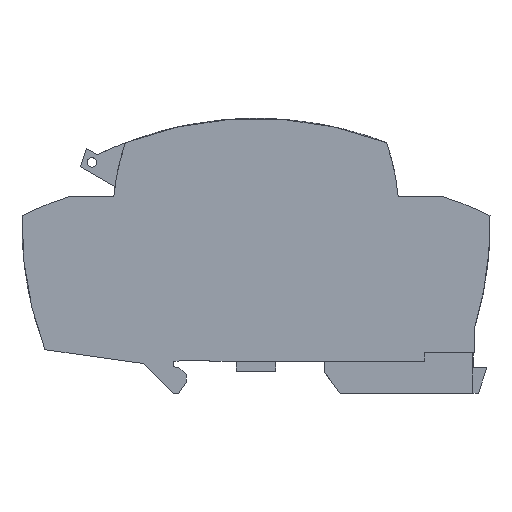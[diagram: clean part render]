
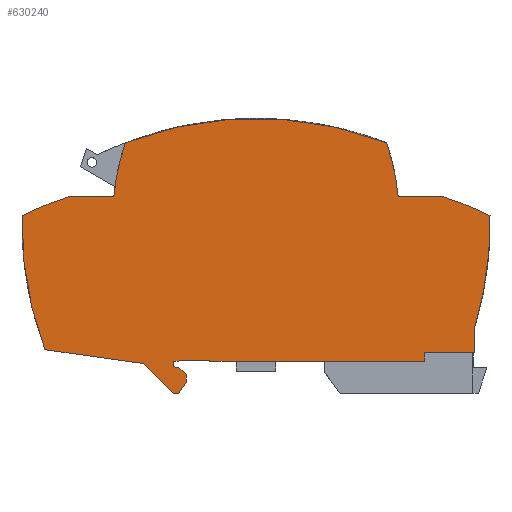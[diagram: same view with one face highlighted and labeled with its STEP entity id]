
A CAD part, left-side view. The second image highlights one B-rep face of the part: STEP entity #630240.
In plain terms, the highlighted planar face has unit normal (-1, 0, 0).
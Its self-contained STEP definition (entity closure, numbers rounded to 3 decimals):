
#132530=CARTESIAN_POINT('',(0.,13.944,
8.75));
#132540=VERTEX_POINT('',#132530);
#132570=CARTESIAN_POINT('',(0.,14.662,
8.75));
#132580=DIRECTION('',(0.,1.,0.));
#132590=VECTOR('',#132580,1.);
#132600=LINE('',#132570,#132590);
#132610=CARTESIAN_POINT('',(0.,3.404,
8.75));
#132620=VERTEX_POINT('',#132610);
#132630=EDGE_CURVE('',#132620,#132540,#132600,.T.);
#146200=CARTESIAN_POINT('',(0.,22.039,
53.415));
#146210=VERTEX_POINT('',#146200);
#146240=CARTESIAN_POINT('',(0.,49.834,
-18.501));
#146250=DIRECTION('',(1.,0.,0.));
#146260=DIRECTION('',(0.,0.,-1.));
#146270=AXIS2_PLACEMENT_3D('',#146240,#146250,#146260);
#146280=CIRCLE('',#146270,77.1);
#146290=CARTESIAN_POINT('',(0.,77.629,
53.415));
#146300=VERTEX_POINT('',#146290);
#146310=EDGE_CURVE('',#146300,#146210,#146280,.T.);
#158350=CARTESIAN_POINT('',(0.,14.662,
41.95));
#158360=DIRECTION('',(0.,-1.,0.));
#158370=VECTOR('',#158360,1.);
#158380=LINE('',#158350,#158370);
#158390=CARTESIAN_POINT('',(0.,19.561,
41.95));
#158400=VERTEX_POINT('',#158390);
#158410=CARTESIAN_POINT('',(0.,10.104,
41.95));
#158420=VERTEX_POINT('',#158410);
#158430=EDGE_CURVE('',#158400,#158420,#158380,.T.);
#162980=CARTESIAN_POINT('',(0.,33.641,
-31.469));
#162990=DIRECTION('',(1.,0.,0.));
#163000=DIRECTION('',(0.,1.,0.));
#163010=AXIS2_PLACEMENT_3D('',#162980,#162990,#163000);
#163020=CIRCLE('',#163010,77.1);
#163030=CARTESIAN_POINT('',(0.,0.019,
37.914));
#163040=VERTEX_POINT('',#163030);
#163050=EDGE_CURVE('',#158420,#163040,#163020,.T.);
#163660=CARTESIAN_POINT('',(0.,76.,
36.2));
#163670=DIRECTION('',(-1.,0.,0.));
#163680=DIRECTION('',(0.,-0.99,
-0.139));
#163690=AXIS2_PLACEMENT_3D('',#163660,#163670,#163680);
#163700=CIRCLE('',#163690,76.);
#163710=CARTESIAN_POINT('',(0.,3.404,
13.709));
#163720=VERTEX_POINT('',#163710);
#163730=EDGE_CURVE('',#163720,#163040,#163700,.T.);
#174120=CARTESIAN_POINT('',(0.,3.404,
21.653));
#174130=DIRECTION('',(0.,0.,1.));
#174140=VECTOR('',#174130,1.);
#174150=LINE('',#174120,#174140);
#174160=EDGE_CURVE('',#132620,#163720,#174150,.T.);
#247590=CARTESIAN_POINT('',(0.,49.999,
6.85));
#247600=DIRECTION('',(0.,1.,0.));
#247610=VECTOR('',#247600,1.);
#247620=LINE('',#247590,#247610);
#247630=CARTESIAN_POINT('',(0.,13.944,
6.85));
#247640=VERTEX_POINT('',#247630);
#247650=CARTESIAN_POINT('',(0.,59.634,
6.85));
#247660=VERTEX_POINT('',#247650);
#247670=EDGE_CURVE('',#247640,#247660,#247620,.T.);
#268460=CARTESIAN_POINT('',(0.,59.634,
7.05));
#268470=VERTEX_POINT('',#268460);
#268500=CARTESIAN_POINT('',(0.,59.634,
57.182));
#268510=DIRECTION('',(0.,0.,1.));
#268520=VECTOR('',#268510,1.);
#268530=LINE('',#268500,#268520);
#268540=EDGE_CURVE('',#247660,#268470,#268530,.T.);
#268720=CARTESIAN_POINT('',(0.,14.662,
7.05));
#268730=DIRECTION('',(0.,-1.,0.));
#268740=VECTOR('',#268730,1.);
#268750=LINE('',#268720,#268740);
#268760=CARTESIAN_POINT('',(0.,65.048,
7.05));
#268770=VERTEX_POINT('',#268760);
#268780=EDGE_CURVE('',#268770,#268470,#268750,.T.);
#269030=CARTESIAN_POINT('',(0.,14.662,
11.459));
#269040=DIRECTION('',(0.,-0.996,
0.087));
#269050=VECTOR('',#269040,1.);
#269060=LINE('',#269030,#269050);
#269070=CARTESIAN_POINT('',(0.,67.334,
6.85));
#269080=VERTEX_POINT('',#269070);
#269090=EDGE_CURVE('',#269080,#268770,#269060,.T.);
#269340=CARTESIAN_POINT('',(0.,67.334,
21.653));
#269350=DIRECTION('',(0.,0.,-1.));
#269360=VECTOR('',#269350,1.);
#269370=LINE('',#269340,#269360);
#269380=CARTESIAN_POINT('',(0.,67.334,
5.75));
#269390=VERTEX_POINT('',#269380);
#269400=EDGE_CURVE('',#269080,#269390,#269370,.T.);
#269650=CARTESIAN_POINT('',(0.,14.662,
-8.363));
#269660=DIRECTION('',(0.,-0.966,
-0.259));
#269670=VECTOR('',#269660,1.);
#269680=LINE('',#269650,#269670);
#269690=CARTESIAN_POINT('',(0.,66.036,
5.403));
#269700=VERTEX_POINT('',#269690);
#269710=EDGE_CURVE('',#269390,#269700,#269680,.T.);
#269960=CARTESIAN_POINT('',(0.,82.286,
21.653));
#269970=DIRECTION('',(0.,-0.707,
-0.707));
#269980=VECTOR('',#269970,1.);
#269990=LINE('',#269960,#269980);
#270000=CARTESIAN_POINT('',(0.,64.684,
4.05));
#270010=VERTEX_POINT('',#270000);
#270020=EDGE_CURVE('',#269700,#270010,#269990,.T.);
#270270=CARTESIAN_POINT('',(0.,64.684,
21.653));
#270280=DIRECTION('',(0.,0.,-1.));
#270290=VECTOR('',#270280,1.);
#270300=LINE('',#270270,#270290);
#270310=CARTESIAN_POINT('',(0.,64.684,
2.4));
#270320=VERTEX_POINT('',#270310);
#270330=EDGE_CURVE('',#270010,#270320,#270300,.T.);
#270580=CARTESIAN_POINT('',(0.,51.203,
21.653));
#270590=DIRECTION('',(0.,0.574,
-0.819));
#270600=VECTOR('',#270590,1.);
#270610=LINE('',#270580,#270600);
#270620=CARTESIAN_POINT('',(0.,66.364,
0.));
#270630=VERTEX_POINT('',#270620);
#270640=EDGE_CURVE('',#270320,#270630,#270610,.T.);
#270890=CARTESIAN_POINT('',(0.,14.662,
0.));
#270900=DIRECTION('',(0.,1.,0.));
#270910=VECTOR('',#270900,1.);
#270920=LINE('',#270890,#270910);
#270930=CARTESIAN_POINT('',(0.,67.434,
0.));
#270940=VERTEX_POINT('',#270930);
#270950=EDGE_CURVE('',#270630,#270940,#270920,.T.);
#271200=CARTESIAN_POINT('',(0.,89.086,
21.653));
#271210=DIRECTION('',(0.,0.707,
0.707));
#271220=VECTOR('',#271210,1.);
#271230=LINE('',#271200,#271220);
#271240=CARTESIAN_POINT('',(0.,73.834,
6.4));
#271250=VERTEX_POINT('',#271240);
#271260=EDGE_CURVE('',#270940,#271250,#271230,.T.);
#271510=CARTESIAN_POINT('',(0.,14.662,
-1.939));
#271520=DIRECTION('',(0.,-0.99,
-0.14));
#271530=VECTOR('',#271520,1.);
#271540=LINE('',#271510,#271530);
#271550=CARTESIAN_POINT('',(0.,94.768,
9.35));
#271560=VERTEX_POINT('',#271550);
#271570=EDGE_CURVE('',#271560,#271250,#271540,.T.);
#272180=CARTESIAN_POINT('',(0.,23.668,
36.2));
#272190=DIRECTION('',(1.,0.,0.));
#272200=DIRECTION('',(0.,0.99,
-0.139));
#272210=AXIS2_PLACEMENT_3D('',#272180,#272190,#272200);
#272220=CIRCLE('',#272210,76.);
#272230=CARTESIAN_POINT('',(0.,99.649,
37.914));
#272240=VERTEX_POINT('',#272230);
#272250=EDGE_CURVE('',#271560,#272240,#272220,.T.);
#282390=CARTESIAN_POINT('',(0.,66.028,
-31.469));
#282400=DIRECTION('',(-1.,0.,0.));
#282410=DIRECTION('',(0.,1.,0.));
#282420=AXIS2_PLACEMENT_3D('',#282390,#282400,#282410);
#282430=CIRCLE('',#282420,77.1);
#282440=CARTESIAN_POINT('',(0.,89.564,
41.95));
#282450=VERTEX_POINT('',#282440);
#282460=EDGE_CURVE('',#282450,#272240,#282430,.T.);
#283000=CARTESIAN_POINT('',(0.,80.107,
41.95));
#283010=VERTEX_POINT('',#283000);
#283040=CARTESIAN_POINT('',(0.,49.999,
41.95));
#283050=DIRECTION('',(0.,-1.,0.));
#283060=VECTOR('',#283050,1.);
#283070=LINE('',#283040,#283060);
#283080=EDGE_CURVE('',#282450,#283010,#283070,.T.);
#629760=CARTESIAN_POINT('',(0.,49.999,
57.182));
#629770=DIRECTION('',(1.,0.,0.));
#629780=DIRECTION('',(0.,1.,0.));
#629790=AXIS2_PLACEMENT_3D('',#629760,#629770,#629780);
#629800=PLANE('',#629790);
#629810=ORIENTED_EDGE('',*,*,#268780,.T.);
#629820=ORIENTED_EDGE('',*,*,#269090,.T.);
#629830=ORIENTED_EDGE('',*,*,#269400,.F.);
#629840=ORIENTED_EDGE('',*,*,#269710,.F.);
#629850=ORIENTED_EDGE('',*,*,#270020,.F.);
#629860=ORIENTED_EDGE('',*,*,#270330,.F.);
#629870=ORIENTED_EDGE('',*,*,#270640,.F.);
#629880=ORIENTED_EDGE('',*,*,#270950,.F.);
#629890=ORIENTED_EDGE('',*,*,#271260,.F.);
#629900=ORIENTED_EDGE('',*,*,#271570,.T.);
#629910=ORIENTED_EDGE('',*,*,#272250,.F.);
#629920=ORIENTED_EDGE('',*,*,#282460,.T.);
#629930=ORIENTED_EDGE('',*,*,#283080,.F.);
#629940=CARTESIAN_POINT('',(0.,30.334,
37.191));
#629950=DIRECTION('',(-1.,0.,0.));
#629960=DIRECTION('',(0.,1.,0.));
#629970=AXIS2_PLACEMENT_3D('',#629940,#629950,#629960);
#629980=CIRCLE('',#629970,50.);
#629990=EDGE_CURVE('',#146300,#283010,#629980,.T.);
#630000=ORIENTED_EDGE('',*,*,#629990,.T.);
#630010=ORIENTED_EDGE('',*,*,#146310,.F.);
#630020=CARTESIAN_POINT('',(0.,69.334,
37.191));
#630030=DIRECTION('',(1.,0.,0.));
#630040=DIRECTION('',(0.,1.,0.));
#630050=AXIS2_PLACEMENT_3D('',#630020,#630030,#630040);
#630060=CIRCLE('',#630050,50.);
#630070=EDGE_CURVE('',#146210,#158400,#630060,.T.);
#630080=ORIENTED_EDGE('',*,*,#630070,.F.);
#630090=ORIENTED_EDGE('',*,*,#158430,.F.);
#630100=ORIENTED_EDGE('',*,*,#163050,.F.);
#630110=ORIENTED_EDGE('',*,*,#163730,.T.);
#630120=ORIENTED_EDGE('',*,*,#174160,.T.);
#630130=ORIENTED_EDGE('',*,*,#132630,.F.);
#630140=CARTESIAN_POINT('',(0.,13.944,
57.182));
#630150=DIRECTION('',(0.,0.,1.));
#630160=VECTOR('',#630150,1.);
#630170=LINE('',#630140,#630160);
#630180=EDGE_CURVE('',#247640,#132540,#630170,.T.);
#630190=ORIENTED_EDGE('',*,*,#630180,.T.);
#630200=ORIENTED_EDGE('',*,*,#247670,.F.);
#630210=ORIENTED_EDGE('',*,*,#268540,.F.);
#630220=EDGE_LOOP('',(#630210,#630200,#630190,#630130,#630120,#630110,
#630100,#630090,#630080,#630010,#630000,#629930,#629920,#629910,#629900,
#629890,#629880,#629870,#629860,#629850,#629840,#629830,#629820,#629810)
);
#630230=FACE_OUTER_BOUND('',#630220,.T.);
#630240=ADVANCED_FACE('',(#630230),#629800,.F.);
